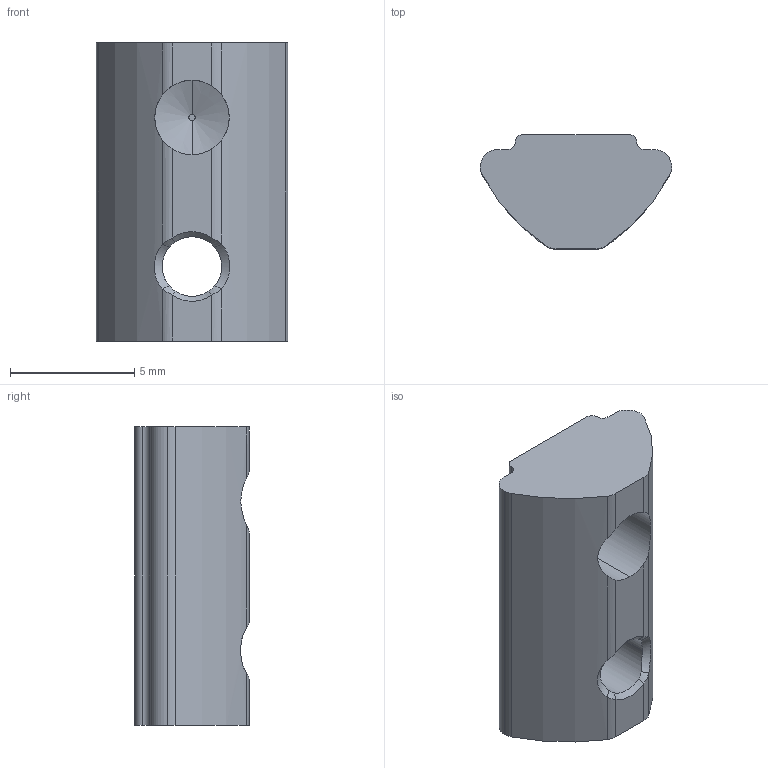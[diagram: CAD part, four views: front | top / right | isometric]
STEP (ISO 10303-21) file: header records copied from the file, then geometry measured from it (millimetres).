
FILE_DESCRIPTION(/* description */ (''),/* implementation_level */ '2;1');
FILE_NAME(/* name */ '211232.stp',/* time_stamp */ '2018-08-11T10:11:24+02:00',/* author */ ('TraceParts'),/* organization */ ('Alutec K&K'),/* preprocessor_version */ 'ST-DEVELOPER v16.1',/* originating_system */ 'Autodesk Inventor 2016',/* authorisation */ '');
FILE_SCHEMA (('AUTOMOTIVE_DESIGN { 1 0 10303 214 3 1 1 }'));
Length unit declared in the file: millimetre
Products named in the file (1): 211232
Bounding box: 7.7 x 4.6 x 12 mm (x, y, z)
Volume: 265.4 mm3; surface area: 353.9 mm2
Topology: 1 solids, 1 shells, 38 faces, 101 edges, 64 vertices
Faces by surface type: cylinder 19, plane 9, bspline 6, cone 4
Entity records: 1269 total; most frequent: CARTESIAN_POINT 338, ORIENTED_EDGE 202, DIRECTION 175, EDGE_CURVE 101, AXIS2_PLACEMENT_3D 69, VERTEX_POINT 64, EDGE_LOOP 39, FACE_OUTER_BOUND 38
